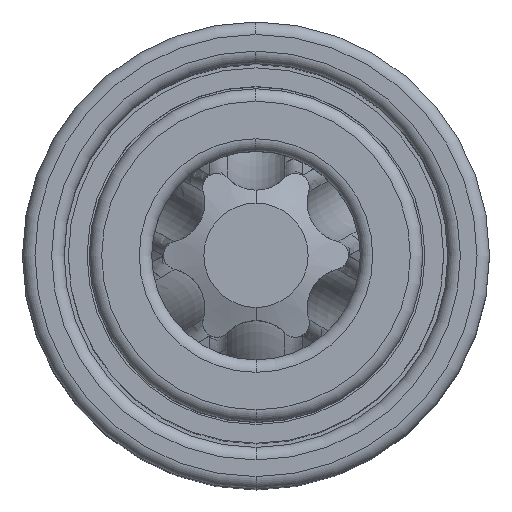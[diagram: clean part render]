
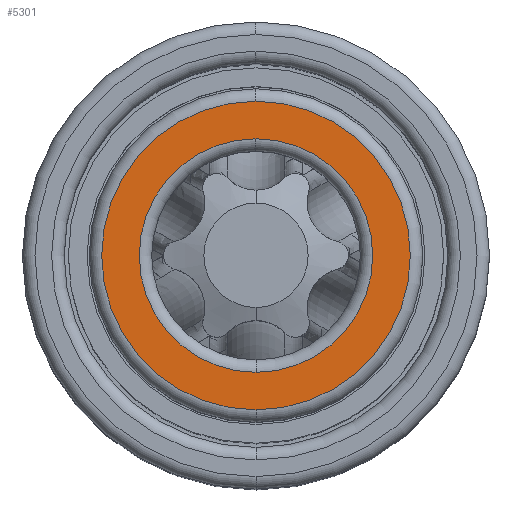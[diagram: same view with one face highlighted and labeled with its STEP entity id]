
A CAD part, top view. The second image highlights one B-rep face of the part: STEP entity #5301.
In plain terms, the highlighted face is planar.
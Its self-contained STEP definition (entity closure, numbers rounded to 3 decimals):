
#5116=CARTESIAN_POINT('',(0.,0.,0.));
#5117=DIRECTION('',(0.,0.,1.));
#5118=DIRECTION('',(0.,1.,0.));
#5119=AXIS2_PLACEMENT_3D('',#5116,#5117,#5118);
#5121=CARTESIAN_POINT('',(0.,0.,0.));
#5122=DIRECTION('',(0.,0.,1.));
#5123=DIRECTION('',(0.,-1.,0.));
#5124=AXIS2_PLACEMENT_3D('',#5121,#5122,#5123);
#5126=CARTESIAN_POINT('',(0.,0.,0.));
#5127=DIRECTION('',(0.,0.,1.));
#5128=DIRECTION('',(0.,1.,0.));
#5129=AXIS2_PLACEMENT_3D('',#5126,#5127,#5128);
#5131=CARTESIAN_POINT('',(0.,0.,0.));
#5132=DIRECTION('',(0.,0.,1.));
#5133=DIRECTION('',(0.,-1.,0.));
#5134=AXIS2_PLACEMENT_3D('',#5131,#5132,#5133);
#5272=CARTESIAN_POINT('',(0.,3.7,0.));
#5273=CARTESIAN_POINT('',(0.,-3.7,0.));
#5274=VERTEX_POINT('',#5272);
#5275=VERTEX_POINT('',#5273);
#5276=CARTESIAN_POINT('',(0.,2.8,0.));
#5277=CARTESIAN_POINT('',(0.,-2.8,0.));
#5278=VERTEX_POINT('',#5276);
#5279=VERTEX_POINT('',#5277);
#5284=CARTESIAN_POINT('',(0.,0.,0.));
#5285=DIRECTION('',(0.,0.,1.));
#5286=DIRECTION('',(0.,1.,0.));
#5287=AXIS2_PLACEMENT_3D('',#5284,#5285,#5286);
#5288=PLANE('',#5287);
#5290=ORIENTED_EDGE('',*,*,#5289,.T.);
#5292=ORIENTED_EDGE('',*,*,#5291,.T.);
#5293=EDGE_LOOP('',(#5290,#5292));
#5294=FACE_OUTER_BOUND('',#5293,.F.);
#5296=ORIENTED_EDGE('',*,*,#5295,.F.);
#5298=ORIENTED_EDGE('',*,*,#5297,.F.);
#5299=EDGE_LOOP('',(#5296,#5298));
#5300=FACE_BOUND('',#5299,.F.);
#5301=ADVANCED_FACE('',(#5294,#5300),#5288,.F.);
#5120=CIRCLE('',#5119,3.7);
#5125=CIRCLE('',#5124,3.7);
#5130=CIRCLE('',#5129,2.8);
#5135=CIRCLE('',#5134,2.8);
#5289=EDGE_CURVE('',#5274,#5275,#5120,.T.);
#5291=EDGE_CURVE('',#5275,#5274,#5125,.T.);
#5295=EDGE_CURVE('',#5278,#5279,#5130,.T.);
#5297=EDGE_CURVE('',#5279,#5278,#5135,.T.);
